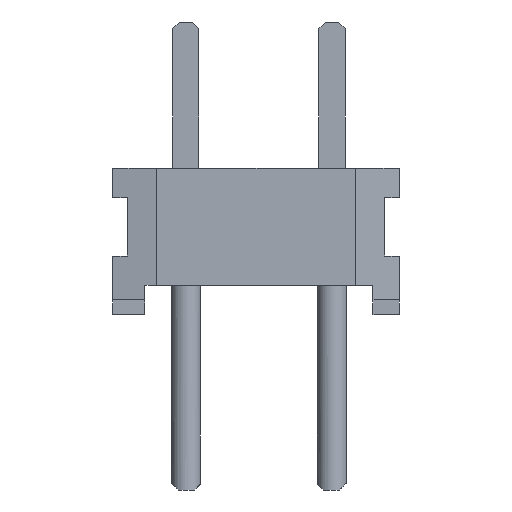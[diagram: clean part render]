
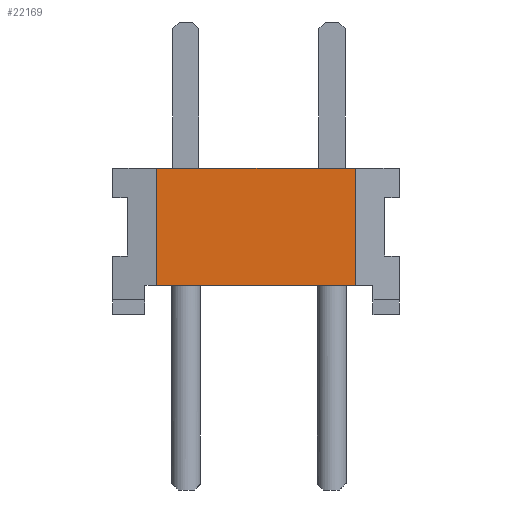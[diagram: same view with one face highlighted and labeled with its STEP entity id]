
A CAD part, left-side view. The second image highlights one B-rep face of the part: STEP entity #22169.
In plain terms, the highlighted planar face has unit normal (-1, 0, 0).
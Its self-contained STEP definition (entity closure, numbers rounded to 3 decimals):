
#22169 = ADVANCED_FACE('',(#22170),#22204,.F.);
#22170 = FACE_BOUND('',#22171,.T.);
#22171 = EDGE_LOOP('',(#22172,#22182,#22190,#22198));
#22172 = ORIENTED_EDGE('',*,*,#22173,.F.);
#22173 = EDGE_CURVE('',#22174,#22176,#22178,.T.);
#22174 = VERTEX_POINT('',#22175);
#22175 = CARTESIAN_POINT('',(-24.765,1.778,2.54));
#22176 = VERTEX_POINT('',#22177);
#22177 = CARTESIAN_POINT('',(-24.765,-1.676,2.54));
#22178 = LINE('',#22179,#22180);
#22179 = CARTESIAN_POINT('',(-24.765,2.54,2.54));
#22180 = VECTOR('',#22181,1.);
#22181 = DIRECTION('',(0.,-1.,0.));
#22182 = ORIENTED_EDGE('',*,*,#22183,.T.);
#22183 = EDGE_CURVE('',#22174,#22184,#22186,.T.);
#22184 = VERTEX_POINT('',#22185);
#22185 = CARTESIAN_POINT('',(-24.765,1.778,0.508));
#22186 = LINE('',#22187,#22188);
#22187 = CARTESIAN_POINT('',(-24.765,1.778,2.54));
#22188 = VECTOR('',#22189,1.);
#22189 = DIRECTION('',(0.,0.,-1.));
#22190 = ORIENTED_EDGE('',*,*,#22191,.T.);
#22191 = EDGE_CURVE('',#22184,#22192,#22194,.T.);
#22192 = VERTEX_POINT('',#22193);
#22193 = CARTESIAN_POINT('',(-24.765,-1.676,0.508));
#22194 = LINE('',#22195,#22196);
#22195 = CARTESIAN_POINT('',(-24.765,1.981,0.508));
#22196 = VECTOR('',#22197,1.);
#22197 = DIRECTION('',(0.,-1.,0.));
#22198 = ORIENTED_EDGE('',*,*,#22199,.T.);
#22199 = EDGE_CURVE('',#22192,#22176,#22200,.T.);
#22200 = LINE('',#22201,#22202);
#22201 = CARTESIAN_POINT('',(-24.765,-1.676,2.54));
#22202 = VECTOR('',#22203,1.);
#22203 = DIRECTION('',(0.,0.,1.));
#22204 = PLANE('',#22205);
#22205 = AXIS2_PLACEMENT_3D('',#22206,#22207,#22208);
#22206 = CARTESIAN_POINT('',(-24.765,2.54,2.54));
#22207 = DIRECTION('',(1.,0.,0.));
#22208 = DIRECTION('',(0.,1.,0.));
